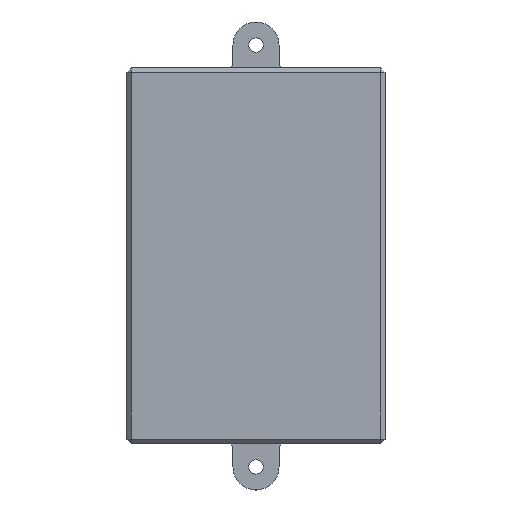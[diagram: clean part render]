
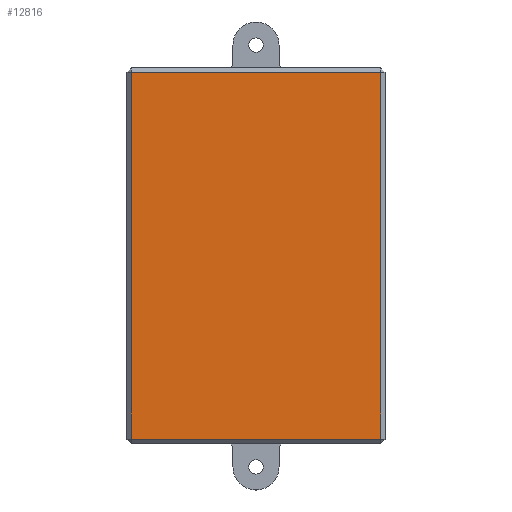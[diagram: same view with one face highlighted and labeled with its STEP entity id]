
A CAD part, top view. The second image highlights one B-rep face of the part: STEP entity #12816.
In plain terms, the highlighted planar face has unit normal (0, 0, 1).
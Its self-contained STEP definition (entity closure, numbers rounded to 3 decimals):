
#11285 = PLANE('',#11286);
#11286 = AXIS2_PLACEMENT_3D('',#11287,#11288,#11289);
#11287 = CARTESIAN_POINT('',(63.95,80.55,65.));
#11288 = DIRECTION('',(0.,0.707,0.707));
#11289 = DIRECTION('',(-1.,0.,0.));
#11467 = PLANE('',#11468);
#11468 = AXIS2_PLACEMENT_3D('',#11469,#11470,#11471);
#11469 = CARTESIAN_POINT('',(64.95,-81.55,65.));
#11470 = DIRECTION('',(-0.707,0.,
    0.707));
#11471 = DIRECTION('',(0.,-1.,0.));
#11510 = PLANE('',#11511);
#11511 = AXIS2_PLACEMENT_3D('',#11512,#11513,#11514);
#11512 = CARTESIAN_POINT('',(175.05,81.55,65.));
#11513 = DIRECTION('',(0.707,0.,0.707));
#11514 = DIRECTION('',(-0.,1.,-0.));
#11676 = PLANE('',#11677);
#11677 = AXIS2_PLACEMENT_3D('',#11678,#11679,#11680);
#11678 = CARTESIAN_POINT('',(176.05,-80.55,65.));
#11679 = DIRECTION('',(0.,-0.707,0.707));
#11680 = DIRECTION('',(1.,0.,0.));
#12472 = VERTEX_POINT('',#12473);
#12473 = CARTESIAN_POINT('',(65.95,79.55,66.));
#12496 = VERTEX_POINT('',#12497);
#12497 = CARTESIAN_POINT('',(174.05,79.55,66.));
#12518 = EDGE_CURVE('',#12472,#12496,#12519,.T.);
#12519 = SURFACE_CURVE('',#12520,(#12524,#12531),.PCURVE_S1.);
#12520 = LINE('',#12521,#12522);
#12521 = CARTESIAN_POINT('',(63.95,79.55,66.));
#12522 = VECTOR('',#12523,1.);
#12523 = DIRECTION('',(1.,0.,0.));
#12524 = PCURVE('',#11285,#12525);
#12525 = DEFINITIONAL_REPRESENTATION('',(#12526),#12530);
#12526 = LINE('',#12527,#12528);
#12527 = CARTESIAN_POINT('',(-0.,1.414));
#12528 = VECTOR('',#12529,1.);
#12529 = DIRECTION('',(-1.,0.));
#12530 = ( GEOMETRIC_REPRESENTATION_CONTEXT(2) 
PARAMETRIC_REPRESENTATION_CONTEXT() REPRESENTATION_CONTEXT('2D SPACE',''
  ) );
#12531 = PCURVE('',#12532,#12537);
#12532 = PLANE('',#12533);
#12533 = AXIS2_PLACEMENT_3D('',#12534,#12535,#12536);
#12534 = CARTESIAN_POINT('',(120.,0.,66.));
#12535 = DIRECTION('',(0.,0.,1.));
#12536 = DIRECTION('',(1.,0.,0.));
#12537 = DEFINITIONAL_REPRESENTATION('',(#12538),#12542);
#12538 = LINE('',#12539,#12540);
#12539 = CARTESIAN_POINT('',(-56.05,79.55));
#12540 = VECTOR('',#12541,1.);
#12541 = DIRECTION('',(1.,0.));
#12542 = ( GEOMETRIC_REPRESENTATION_CONTEXT(2) 
PARAMETRIC_REPRESENTATION_CONTEXT() REPRESENTATION_CONTEXT('2D SPACE',''
  ) );
#12600 = VERTEX_POINT('',#12601);
#12601 = CARTESIAN_POINT('',(65.95,-79.55,66.));
#12624 = EDGE_CURVE('',#12600,#12472,#12625,.T.);
#12625 = SURFACE_CURVE('',#12626,(#12630,#12637),.PCURVE_S1.);
#12626 = LINE('',#12627,#12628);
#12627 = CARTESIAN_POINT('',(65.95,-81.55,66.));
#12628 = VECTOR('',#12629,1.);
#12629 = DIRECTION('',(0.,1.,0.));
#12630 = PCURVE('',#11467,#12631);
#12631 = DEFINITIONAL_REPRESENTATION('',(#12632),#12636);
#12632 = LINE('',#12633,#12634);
#12633 = CARTESIAN_POINT('',(-0.,1.414));
#12634 = VECTOR('',#12635,1.);
#12635 = DIRECTION('',(-1.,0.));
#12636 = ( GEOMETRIC_REPRESENTATION_CONTEXT(2) 
PARAMETRIC_REPRESENTATION_CONTEXT() REPRESENTATION_CONTEXT('2D SPACE',''
  ) );
#12637 = PCURVE('',#12532,#12638);
#12638 = DEFINITIONAL_REPRESENTATION('',(#12639),#12643);
#12639 = LINE('',#12640,#12641);
#12640 = CARTESIAN_POINT('',(-54.05,-81.55));
#12641 = VECTOR('',#12642,1.);
#12642 = DIRECTION('',(0.,1.));
#12643 = ( GEOMETRIC_REPRESENTATION_CONTEXT(2) 
PARAMETRIC_REPRESENTATION_CONTEXT() REPRESENTATION_CONTEXT('2D SPACE',''
  ) );
#12651 = VERTEX_POINT('',#12652);
#12652 = CARTESIAN_POINT('',(174.05,-79.55,66.));
#12673 = EDGE_CURVE('',#12496,#12651,#12674,.T.);
#12674 = SURFACE_CURVE('',#12675,(#12679,#12686),.PCURVE_S1.);
#12675 = LINE('',#12676,#12677);
#12676 = CARTESIAN_POINT('',(174.05,81.55,66.));
#12677 = VECTOR('',#12678,1.);
#12678 = DIRECTION('',(0.,-1.,0.));
#12679 = PCURVE('',#11510,#12680);
#12680 = DEFINITIONAL_REPRESENTATION('',(#12681),#12685);
#12681 = LINE('',#12682,#12683);
#12682 = CARTESIAN_POINT('',(-0.,1.414));
#12683 = VECTOR('',#12684,1.);
#12684 = DIRECTION('',(-1.,0.));
#12685 = ( GEOMETRIC_REPRESENTATION_CONTEXT(2) 
PARAMETRIC_REPRESENTATION_CONTEXT() REPRESENTATION_CONTEXT('2D SPACE',''
  ) );
#12686 = PCURVE('',#12532,#12687);
#12687 = DEFINITIONAL_REPRESENTATION('',(#12688),#12692);
#12688 = LINE('',#12689,#12690);
#12689 = CARTESIAN_POINT('',(54.05,81.55));
#12690 = VECTOR('',#12691,1.);
#12691 = DIRECTION('',(0.,-1.));
#12692 = ( GEOMETRIC_REPRESENTATION_CONTEXT(2) 
PARAMETRIC_REPRESENTATION_CONTEXT() REPRESENTATION_CONTEXT('2D SPACE',''
  ) );
#12752 = EDGE_CURVE('',#12651,#12600,#12753,.T.);
#12753 = SURFACE_CURVE('',#12754,(#12758,#12765),.PCURVE_S1.);
#12754 = LINE('',#12755,#12756);
#12755 = CARTESIAN_POINT('',(176.05,-79.55,66.));
#12756 = VECTOR('',#12757,1.);
#12757 = DIRECTION('',(-1.,0.,0.));
#12758 = PCURVE('',#11676,#12759);
#12759 = DEFINITIONAL_REPRESENTATION('',(#12760),#12764);
#12760 = LINE('',#12761,#12762);
#12761 = CARTESIAN_POINT('',(-0.,1.414));
#12762 = VECTOR('',#12763,1.);
#12763 = DIRECTION('',(-1.,0.));
#12764 = ( GEOMETRIC_REPRESENTATION_CONTEXT(2) 
PARAMETRIC_REPRESENTATION_CONTEXT() REPRESENTATION_CONTEXT('2D SPACE',''
  ) );
#12765 = PCURVE('',#12532,#12766);
#12766 = DEFINITIONAL_REPRESENTATION('',(#12767),#12771);
#12767 = LINE('',#12768,#12769);
#12768 = CARTESIAN_POINT('',(56.05,-79.55));
#12769 = VECTOR('',#12770,1.);
#12770 = DIRECTION('',(-1.,0.));
#12771 = ( GEOMETRIC_REPRESENTATION_CONTEXT(2) 
PARAMETRIC_REPRESENTATION_CONTEXT() REPRESENTATION_CONTEXT('2D SPACE',''
  ) );
#12816 = ADVANCED_FACE('',(#12817),#12532,.T.);
#12817 = FACE_BOUND('',#12818,.T.);
#12818 = EDGE_LOOP('',(#12819,#12820,#12821,#12822));
#12819 = ORIENTED_EDGE('',*,*,#12752,.F.);
#12820 = ORIENTED_EDGE('',*,*,#12673,.F.);
#12821 = ORIENTED_EDGE('',*,*,#12518,.F.);
#12822 = ORIENTED_EDGE('',*,*,#12624,.F.);
